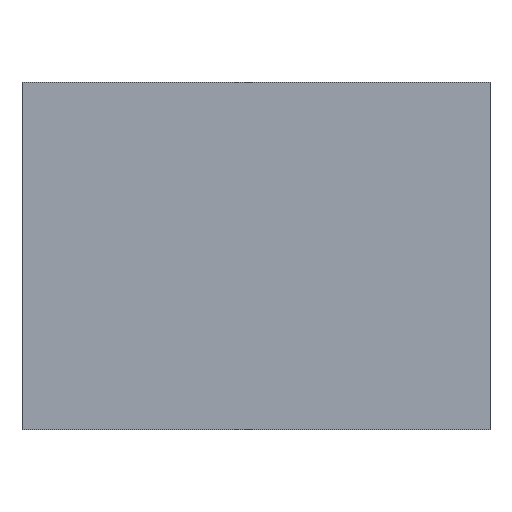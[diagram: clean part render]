
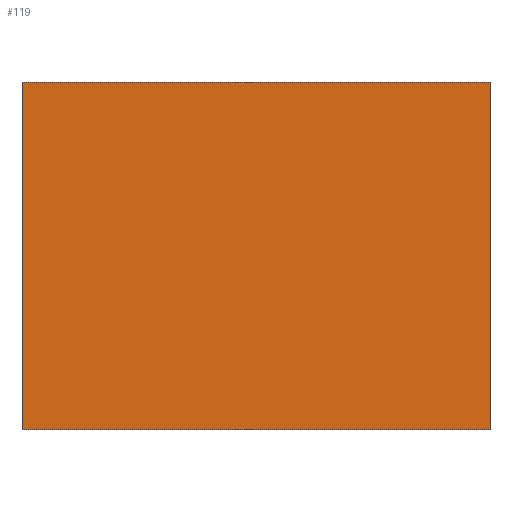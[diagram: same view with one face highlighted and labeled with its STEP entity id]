
A CAD part, left-side view. The second image highlights one B-rep face of the part: STEP entity #119.
In plain terms, the highlighted planar face has unit normal (-1, 0, 0).
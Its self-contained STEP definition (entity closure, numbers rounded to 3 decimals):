
#113=FACE_OUTER_BOUND('',#202,.T.);
#119=ADVANCED_FACE('',(#113),#137,.F.);
#137=PLANE('',#341);
#138=LINE('',#439,#150);
#142=LINE('',#452,#154);
#145=LINE('',#460,#157);
#148=LINE('',#466,#160);
#150=VECTOR('',#366,1.);
#154=VECTOR('',#376,1.);
#157=VECTOR('',#383,1.);
#160=VECTOR('',#388,1.);
#202=EDGE_LOOP('',(#247,#248,#249,#250));
#247=ORIENTED_EDGE('',*,*,#296,.F.);
#248=ORIENTED_EDGE('',*,*,#309,.F.);
#249=ORIENTED_EDGE('',*,*,#306,.F.);
#250=ORIENTED_EDGE('',*,*,#302,.F.);
#272=VERTEX_POINT('',#440);
#273=VERTEX_POINT('',#441);
#278=VERTEX_POINT('',#453);
#281=VERTEX_POINT('',#461);
#296=EDGE_CURVE('',#272,#273,#138,.T.);
#302=EDGE_CURVE('',#273,#278,#142,.T.);
#306=EDGE_CURVE('',#278,#281,#145,.T.);
#309=EDGE_CURVE('',#281,#272,#148,.T.);
#341=AXIS2_PLACEMENT_3D('',#470,#394,#395);
#366=DIRECTION('',(0.,0.,-1.));
#376=DIRECTION('',(0.,1.,0.));
#383=DIRECTION('',(0.,0.,1.));
#388=DIRECTION('',(0.,-1.,0.));
#394=DIRECTION('',(1.,0.,0.));
#395=DIRECTION('',(0.,0.,-1.));
#439=CARTESIAN_POINT('',(0.,0.,38.65));
#440=CARTESIAN_POINT('',(0.,0.,38.65));
#441=CARTESIAN_POINT('',(0.,0.,0.));
#452=CARTESIAN_POINT('',(0.,0.,0.));
#453=CARTESIAN_POINT('',(0.,52.,0.));
#460=CARTESIAN_POINT('',(0.,52.,0.));
#461=CARTESIAN_POINT('',(0.,52.,38.65));
#466=CARTESIAN_POINT('',(0.,52.,38.65));
#470=CARTESIAN_POINT('',(0.,0.,0.));
